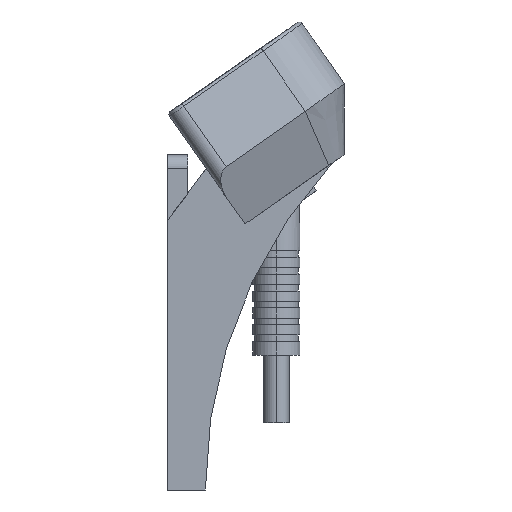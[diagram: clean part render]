
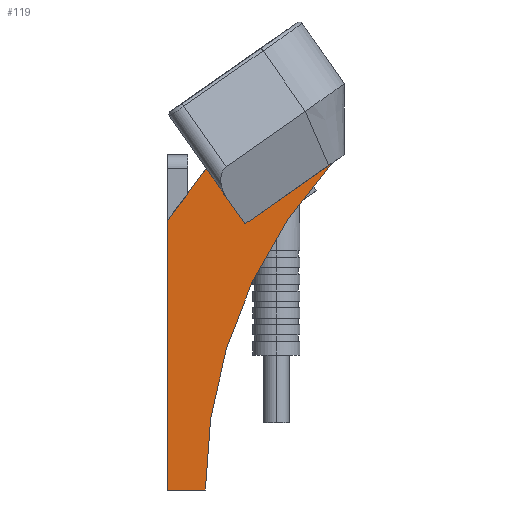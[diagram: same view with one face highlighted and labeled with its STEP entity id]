
A CAD part, left-side view. The second image highlights one B-rep face of the part: STEP entity #119.
In plain terms, the highlighted planar face has unit normal (-1, 0, 0).
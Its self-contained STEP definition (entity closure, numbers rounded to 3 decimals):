
#119 = ADVANCED_FACE ( 'NONE', ( #8001 ), #6255, .T. ) ;
#296 = AXIS2_PLACEMENT_3D ( 'NONE', #3097, #3098, #3099 ) ;
#2789 = CARTESIAN_POINT ( 'NONE',  ( -36.35, 0., -40. ) ) ;
#2802 = DIRECTION ( 'NONE',  ( 0., 0., 1. ) ) ;
#3057 = CARTESIAN_POINT ( 'NONE',  ( -36.35, 0., -40. ) ) ;
#3067 = DIRECTION ( 'NONE',  ( 0., -1., 0. ) ) ;
#3097 = CARTESIAN_POINT ( 'NONE',  ( -36.35, -77.6, -40. ) ) ;
#3098 = DIRECTION ( 'NONE',  ( -1., 0., 0. ) ) ;
#3099 = DIRECTION ( 'NONE',  ( 0., 0., -1. ) ) ;
#3186 = CARTESIAN_POINT ( 'NONE',  ( -36.35, -31.131, 13.217 ) ) ;
#3187 = DIRECTION ( 'NONE',  ( 0., -0.819, 0.574 ) ) ;
#3188 = CARTESIAN_POINT ( 'NONE',  ( -36.35, -7.305, 5.402 ) ) ;
#3189 = DIRECTION ( 'NONE',  ( 0., -0.574, -0.819 ) ) ;
#3190 = CARTESIAN_POINT ( 'NONE',  ( -36.35, 0., 0. ) ) ;
#3191 = DIRECTION ( 'NONE',  ( 0., -0.6, 0.8 ) ) ;
#3516 = ORIENTED_EDGE ( 'NONE', *, *, #6022, .F. ) ;
#3609 = ORIENTED_EDGE ( 'NONE', *, *, #5982, .F. ) ;
#3618 = ORIENTED_EDGE ( 'NONE', *, *, #5968, .T. ) ;
#3622 = ORIENTED_EDGE ( 'NONE', *, *, #6020, .F. ) ;
#3624 = ORIENTED_EDGE ( 'NONE', *, *, #6021, .F. ) ;
#3632 = ORIENTED_EDGE ( 'NONE', *, *, #5878, .F. ) ;
#3699 = VERTEX_POINT ( 'NONE', #7071 ) ;
#3708 = VERTEX_POINT ( 'NONE', #7080 ) ;
#3863 = VERTEX_POINT ( 'NONE', #7116 ) ;
#3870 = VERTEX_POINT ( 'NONE', #7123 ) ;
#3910 = VERTEX_POINT ( 'NONE', #7163 ) ;
#3912 = VERTEX_POINT ( 'NONE', #7165 ) ;
#4997 = EDGE_LOOP ( 'NONE', ( #3618, #3609, #3622, #3624, #3516, #3632 ) ) ;
#5878 = EDGE_CURVE ( 'NONE', #3708, #3699, #7462, .T. ) ;
#5968 = EDGE_CURVE ( 'NONE', #3708, #3910, #7597, .T. ) ;
#5982 = EDGE_CURVE ( 'NONE', #3912, #3910, #7627, .T. ) ;
#6020 = EDGE_CURVE ( 'NONE', #3863, #3912, #7689, .T. ) ;
#6021 = EDGE_CURVE ( 'NONE', #3870, #3863, #7690, .T. ) ;
#6022 = EDGE_CURVE ( 'NONE', #3699, #3870, #7692, .T. ) ;
#6057 = AXIS2_PLACEMENT_3D ( 'NONE', #6248, #6257, #6258 ) ;
#6248 = CARTESIAN_POINT ( 'NONE',  ( -36.35, 0., -40. ) ) ;
#6255 = PLANE ( 'NONE',  #6057 ) ;
#6257 = DIRECTION ( 'NONE',  ( -1., 0., 0. ) ) ;
#6258 = DIRECTION ( 'NONE',  ( 0., 0., 1. ) ) ;
#7071 = CARTESIAN_POINT ( 'NONE',  ( -36.35, 0., 0. ) ) ;
#7080 = CARTESIAN_POINT ( 'NONE',  ( -36.35, 0., -40. ) ) ;
#7116 = CARTESIAN_POINT ( 'NONE',  ( -36.35, -11.472, -0.549 ) ) ;
#7123 = CARTESIAN_POINT ( 'NONE',  ( -36.35, -5.736, 7.643 ) ) ;
#7163 = CARTESIAN_POINT ( 'NONE',  ( -36.35, -5.6, -40. ) ) ;
#7165 = CARTESIAN_POINT ( 'NONE',  ( -36.35, -24.37, 8.483 ) ) ;
#7462 = LINE ( 'NONE', #2789, #7466 ) ;
#7466 = VECTOR ( 'NONE', #2802, 1000. ) ;
#7597 = LINE ( 'NONE', #3057, #7604 ) ;
#7604 = VECTOR ( 'NONE', #3067, 1000. ) ;
#7627 = CIRCLE ( 'NONE', #296, 72. ) ;
#7689 = LINE ( 'NONE', #3186, #7691 ) ;
#7690 = LINE ( 'NONE', #3188, #7693 ) ;
#7691 = VECTOR ( 'NONE', #3187, 1000. ) ;
#7692 = LINE ( 'NONE', #3190, #7695 ) ;
#7693 = VECTOR ( 'NONE', #3189, 1000. ) ;
#7695 = VECTOR ( 'NONE', #3191, 1000. ) ;
#8001 = FACE_OUTER_BOUND ( 'NONE', #4997, .T. ) ;
